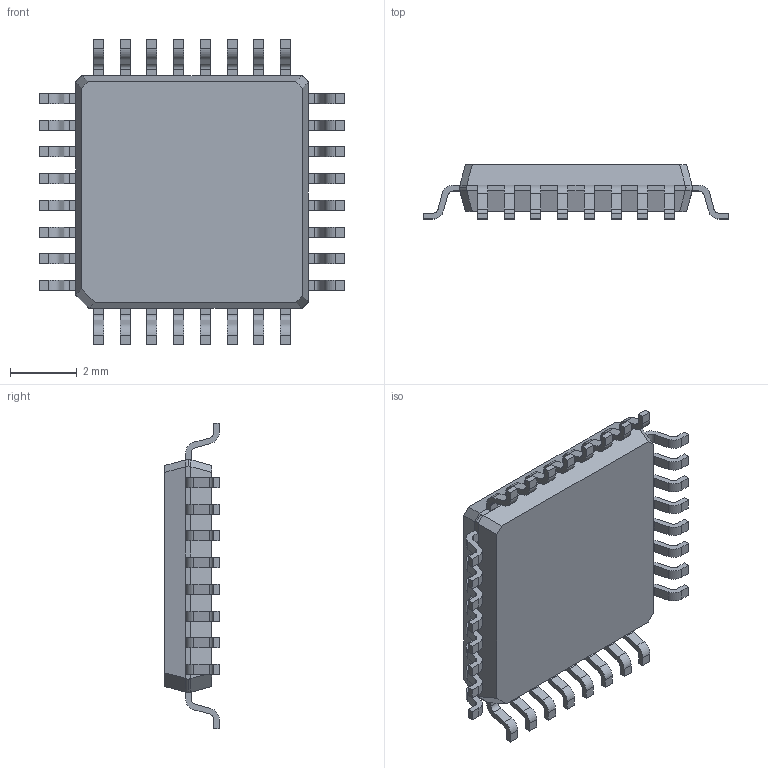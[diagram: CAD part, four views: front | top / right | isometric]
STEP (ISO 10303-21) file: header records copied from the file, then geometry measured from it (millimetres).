
FILE_DESCRIPTION (( 'STEP AP214' ), '1' );
FILE_NAME ('User Library-LQFP32-2.STEP', '2017-06-27T04:45:20', ( 'Windows User' ), ( '' ), 'SwSTEP 2.0', 'SolidWorks 2017', '' );
FILE_SCHEMA (( 'AUTOMOTIVE_DESIGN' ));
Length unit declared in the file: millimetre
Products named in the file (4): User Library-LQFP32-2_circle; User Library-LQFP32-2_pin; User Library-LQFP32-2_case; User Library-LQFP32-2
Assembly tree (34 placements, depth 2):
  User Library-LQFP32-2
    User Library-LQFP32-2_case
    User Library-LQFP32-2_pin  x32
    User Library-LQFP32-2_circle
Bounding box: 9.14 x 1.63 x 9.14 mm (x, y, z)
Volume: 67.3 mm3; surface area: 180.6 mm2
Topology: 34 solids, 34 shells, 483 faces, 1242 edges, 828 vertices
Faces by surface type: plane 345, cylinder 138
Entity records: 2417 total; most frequent: CARTESIAN_POINT 332, DIRECTION 302, ORIENTED_EDGE 252, EDGE_CURVE 126, AXIS2_PLACEMENT_3D 102, LINE 98, VECTOR 98, VERTEX_POINT 84
